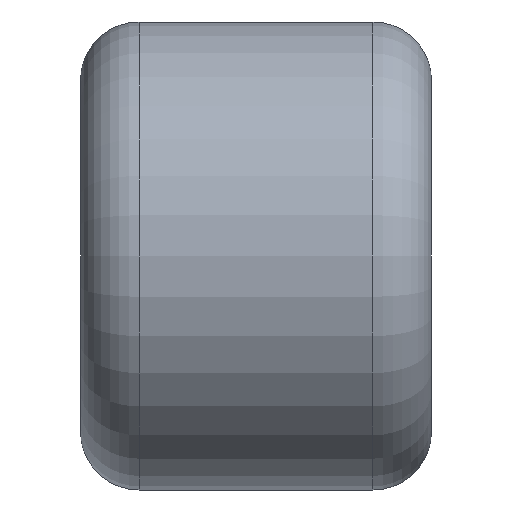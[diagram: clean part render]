
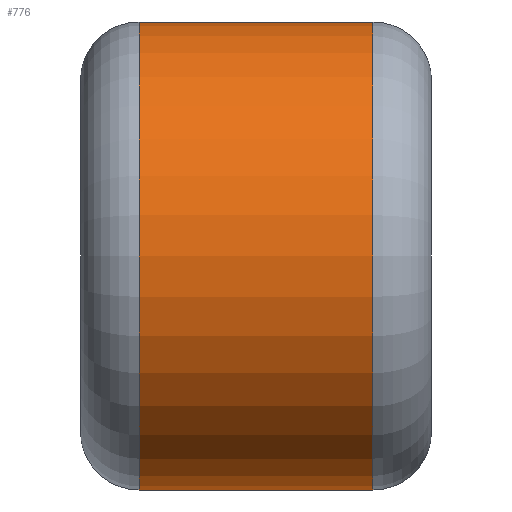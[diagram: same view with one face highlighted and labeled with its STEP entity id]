
A CAD part, left-side view. The second image highlights one B-rep face of the part: STEP entity #776.
In plain terms, the highlighted cylindrical face has radius 4 mm (diameter 8 mm), a partial arc.
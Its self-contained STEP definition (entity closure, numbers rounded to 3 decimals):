
#1 = VECTOR ( 'NONE', #180, 1000. ) ;
#20 = DIRECTION ( 'NONE',  ( 0., 0., 1. ) ) ;
#29 = CARTESIAN_POINT ( 'NONE',  ( 0., 6., 4. ) ) ;
#32 = AXIS2_PLACEMENT_3D ( 'NONE', #536, #392, #244 ) ;
#53 = EDGE_CURVE ( 'NONE', #486, #767, #798, .T. ) ;
#82 = CARTESIAN_POINT ( 'NONE',  ( 0., 1., -4. ) ) ;
#123 = ORIENTED_EDGE ( 'NONE', *, *, #299, .T. ) ;
#143 = CARTESIAN_POINT ( 'NONE',  ( 0., 5., 4. ) ) ;
#180 = DIRECTION ( 'NONE',  ( 0., -1., 0. ) ) ;
#208 = ORIENTED_EDGE ( 'NONE', *, *, #53, .T. ) ;
#225 = CARTESIAN_POINT ( 'NONE',  ( 0., 5., -4. ) ) ;
#237 = ORIENTED_EDGE ( 'NONE', *, *, #849, .F. ) ;
#244 = DIRECTION ( 'NONE',  ( 0., 0., 1. ) ) ;
#299 = EDGE_CURVE ( 'NONE', #418, #486, #378, .T. ) ;
#327 = AXIS2_PLACEMENT_3D ( 'NONE', #834, #458, #902 ) ;
#340 = LINE ( 'NONE', #29, #1 ) ;
#378 = LINE ( 'NONE', #683, #408 ) ;
#392 = DIRECTION ( 'NONE',  ( 0., -1., 0. ) ) ;
#408 = VECTOR ( 'NONE', #604, 1000. ) ;
#413 = EDGE_LOOP ( 'NONE', ( #237, #884, #123, #208 ) ) ;
#418 = VERTEX_POINT ( 'NONE', #225 ) ;
#458 = DIRECTION ( 'NONE',  ( 0., -1., 0. ) ) ;
#486 = VERTEX_POINT ( 'NONE', #82 ) ;
#518 = EDGE_CURVE ( 'NONE', #794, #418, #885, .T. ) ;
#536 = CARTESIAN_POINT ( 'NONE',  ( 0., 5., 0. ) ) ;
#599 = FACE_OUTER_BOUND ( 'NONE', #413, .T. ) ;
#604 = DIRECTION ( 'NONE',  ( 0., -1., 0. ) ) ;
#683 = CARTESIAN_POINT ( 'NONE',  ( 0., 6., -4. ) ) ;
#715 = CARTESIAN_POINT ( 'NONE',  ( 0., 1., 0. ) ) ;
#767 = VERTEX_POINT ( 'NONE', #987 ) ;
#776 = ADVANCED_FACE ( 'NONE', ( #599 ), #829, .T. ) ;
#794 = VERTEX_POINT ( 'NONE', #143 ) ;
#795 = DIRECTION ( 'NONE',  ( 0., 1., 0. ) ) ;
#798 = CIRCLE ( 'NONE', #926, 4. ) ;
#829 = CYLINDRICAL_SURFACE ( 'NONE', #327, 4. ) ;
#834 = CARTESIAN_POINT ( 'NONE',  ( 0., 6., 0. ) ) ;
#849 = EDGE_CURVE ( 'NONE', #794, #767, #340, .T. ) ;
#884 = ORIENTED_EDGE ( 'NONE', *, *, #518, .T. ) ;
#885 = CIRCLE ( 'NONE', #32, 4. ) ;
#902 = DIRECTION ( 'NONE',  ( 0., 0., -1. ) ) ;
#926 = AXIS2_PLACEMENT_3D ( 'NONE', #715, #795, #20 ) ;
#987 = CARTESIAN_POINT ( 'NONE',  ( 0., 1., 4. ) ) ;
